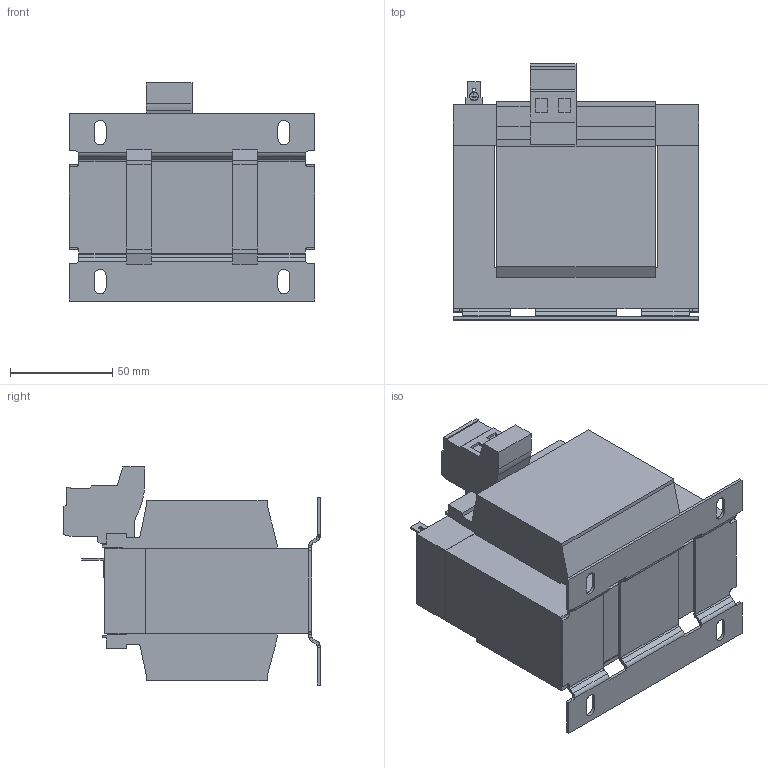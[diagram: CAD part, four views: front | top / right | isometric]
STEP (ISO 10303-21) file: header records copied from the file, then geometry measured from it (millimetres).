
FILE_DESCRIPTION (( 'STEP AP214' ), '1' );
FILE_NAME ('521262.STEP', '2022-09-22T05:37:17', ( '' ), ( '' ), 'SwSTEP 2.0', 'SolidWorks 2018', '' );
FILE_SCHEMA (( 'AUTOMOTIVE_DESIGN' ));
Length unit declared in the file: millimetre
Products named in the file (1): 521262
Bounding box: 120 x 125.5 x 106.8 mm (x, y, z)
Volume: 776702.4 mm3; surface area: 99687 mm2
Topology: 1 solids, 1 shells, 292 faces, 758 edges, 468 vertices
Faces by surface type: plane 237, cylinder 51, bspline 4
Entity records: 8850 total; most frequent: CARTESIAN_POINT 1631, ORIENTED_EDGE 1516, DIRECTION 1434, EDGE_CURVE 758, LINE 644, VECTOR 644, VERTEX_POINT 468, AXIS2_PLACEMENT_3D 395
